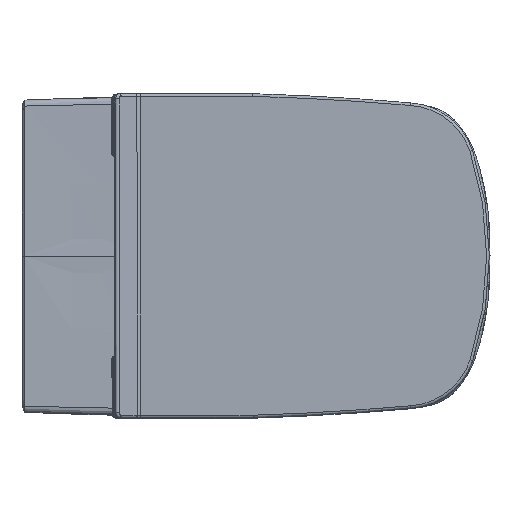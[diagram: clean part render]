
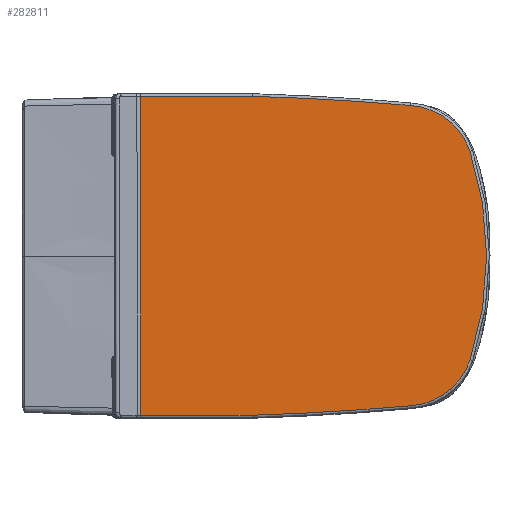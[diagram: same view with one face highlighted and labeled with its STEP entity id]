
A CAD part, top view. The second image highlights one B-rep face of the part: STEP entity #282811.
In plain terms, the highlighted face is planar.
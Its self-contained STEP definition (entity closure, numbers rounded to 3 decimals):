
#282133=CARTESIAN_POINT('',(-231.257,-5.689,66.744));
#282134=VERTEX_POINT('',#282133);
#282148=CARTESIAN_POINT('',(-162.092,-5.689,13.684));
#282149=VERTEX_POINT('',#282148);
#282150=CARTESIAN_POINT('',(-157.407,-5.689,91.401));
#282151=DIRECTION('',(0.,-1.,0.));
#282152=DIRECTION('',(-0.609,0.,-0.793));
#282153=AXIS2_PLACEMENT_3D('',#282150,#282151,#282152);
#282154=CIRCLE('',#282153,77.858);
#282155=EDGE_CURVE('',#282134,#282149,#282154,.T.);
#282183=CARTESIAN_POINT('',(19.436,-5.689,3.));
#282184=VERTEX_POINT('',#282183);
#282185=CARTESIAN_POINT('',(113.595,-5.689,3150.249));
#282186=DIRECTION('',(0.,-1.,0.));
#282187=DIRECTION('',(-0.059,0.,-0.998));
#282188=AXIS2_PLACEMENT_3D('',#282185,#282186,#282187);
#282189=CIRCLE('',#282188,3148.657);
#282190=EDGE_CURVE('',#282149,#282184,#282189,.T.);
#282217=CARTESIAN_POINT('',(148.84,-5.689,371.0));
#282218=VERTEX_POINT('',#282217);
#282226=CARTESIAN_POINT('',(19.435,-5.689,371.));
#282227=VERTEX_POINT('',#282226);
#282228=CARTESIAN_POINT('',(148.84,-5.689,371.0));
#282229=DIRECTION('',(-1.0,0.0,0.0));
#282230=VECTOR('',#282229,129.405);
#282231=LINE('',#282228,#282230);
#282232=EDGE_CURVE('',#282218,#282227,#282231,.T.);
#282607=CARTESIAN_POINT('',(148.84,-5.689,3.));
#282608=VERTEX_POINT('',#282607);
#282633=CARTESIAN_POINT('',(19.436,-5.689,3.));
#282634=DIRECTION('',(1.0,0.0,0.0));
#282635=VECTOR('',#282634,129.405);
#282636=LINE('',#282633,#282635);
#282637=EDGE_CURVE('',#282184,#282608,#282636,.T.);
#282660=CARTESIAN_POINT('',(-162.092,-5.689,360.316));
#282661=VERTEX_POINT('',#282660);
#282662=CARTESIAN_POINT('',(113.595,-5.689,-2776.249));
#282663=DIRECTION('',(0.,-1.,0.));
#282664=DIRECTION('',(-0.059,0.,0.998));
#282665=AXIS2_PLACEMENT_3D('',#282662,#282663,#282664);
#282666=CIRCLE('',#282665,3148.657);
#282667=EDGE_CURVE('',#282227,#282661,#282666,.T.);
#282692=CARTESIAN_POINT('',(-231.257,-5.689,307.256));
#282693=VERTEX_POINT('',#282692);
#282694=CARTESIAN_POINT('',(-157.407,-5.689,282.599));
#282695=DIRECTION('',(0.,-1.,0.));
#282696=DIRECTION('',(-0.609,0.,0.793));
#282697=AXIS2_PLACEMENT_3D('',#282694,#282695,#282696);
#282698=CIRCLE('',#282697,77.858);
#282699=EDGE_CURVE('',#282661,#282693,#282698,.T.);
#282743=CARTESIAN_POINT('',(138.161,-5.689,187.));
#282744=DIRECTION('',(0.0,-1.0,0.0));
#282745=DIRECTION('',(-1.0,0.0,0.0));
#282746=AXIS2_PLACEMENT_3D('',#282743,#282744,#282745);
#282747=CIRCLE('',#282746,388.498);
#282748=EDGE_CURVE('',#282693,#282134,#282747,.T.);
#282791=CARTESIAN_POINT('',(-254.405,-5.689,0.0));
#282792=DIRECTION('',(0.0,1.0,0.0));
#282793=DIRECTION('',(0.0,0.0,1.0));
#282794=AXIS2_PLACEMENT_3D('',#282791,#282792,#282793);
#282795=PLANE('',#282794);
#282796=ORIENTED_EDGE('',*,*,#282637,.F.);
#282797=ORIENTED_EDGE('',*,*,#282190,.F.);
#282798=ORIENTED_EDGE('',*,*,#282155,.F.);
#282799=ORIENTED_EDGE('',*,*,#282748,.F.);
#282800=ORIENTED_EDGE('',*,*,#282699,.F.);
#282801=ORIENTED_EDGE('',*,*,#282667,.F.);
#282802=ORIENTED_EDGE('',*,*,#282232,.F.);
#282803=CARTESIAN_POINT('',(148.84,-5.689,3.));
#282804=DIRECTION('',(0.0,0.0,1.0));
#282805=VECTOR('',#282804,368.0);
#282806=LINE('',#282803,#282805);
#282807=EDGE_CURVE('',#282608,#282218,#282806,.T.);
#282808=ORIENTED_EDGE('',*,*,#282807,.F.);
#282809=EDGE_LOOP('',(#282796,#282797,#282798,#282799,#282800,#282801,#282802,#282808));
#282810=FACE_OUTER_BOUND('',#282809,.T.);
#282811=ADVANCED_FACE('',(#282810),#282795,.T.);
